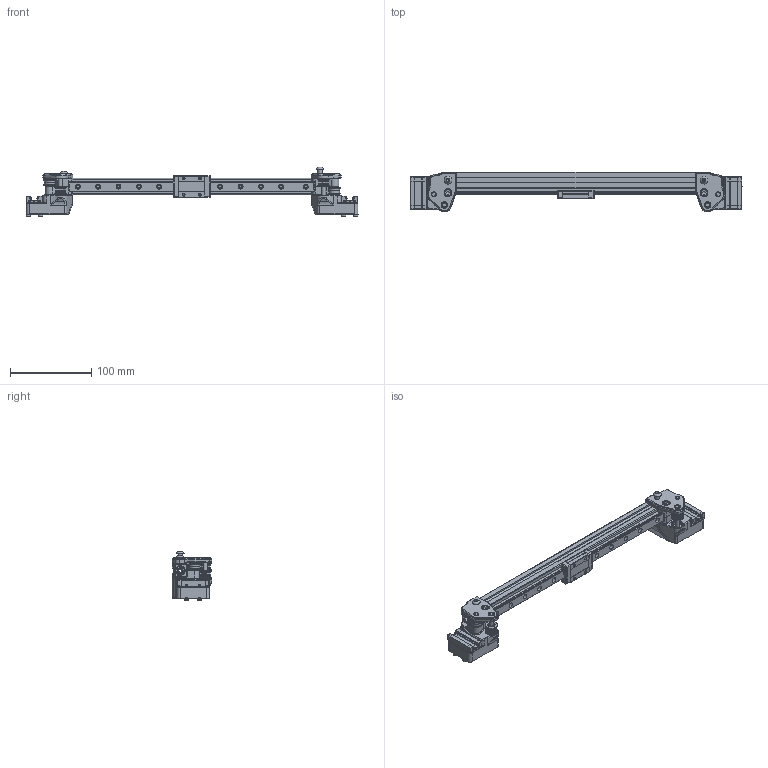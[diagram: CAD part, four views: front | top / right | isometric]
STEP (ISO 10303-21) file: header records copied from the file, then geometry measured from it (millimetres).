
FILE_DESCRIPTION(/* description */ ('STEP AP242','CAx-IF Rec.Pracs.---Representation and Presentation of Product Manufacturing Information (PMI)---4.0---2014-10-13','CAx-IF Rec.Pracs.---3D Tessellated Geometry---0.4---2014-09-14','2;1'),/* implementation_level */ '2;1');
FILE_NAME(/* name */ '644d2e7e6d94d5610c3c4b74',/* time_stamp */ '2023-04-29T14:49:37Z',/* author */ (''),/* organization */ (''),/* preprocessor_version */ 'ST-DEVELOPER v19.4',/* originating_system */ ' ',/* authorisation */ ' ');
FILE_SCHEMA (('AP242_MANAGED_MODEL_BASED_3D_ENGINEERING_MIM_LF { 1 0 10303 442 1 1 4 }'));
Products named in the file (65): 5x40 Pin; MGN9H - Carriage (5) (1); MGN9H - Carriage (4) (1); MGN9H - Carriage (2) (1); MGN9H - Carriage (1) (1); MGN9H - Carriage (9); F695 ZZ (1)_1; F695 ZZ (1); M5x40 SHCS (2); M5x16 BHCS (2); GT2 20T Idler Gates v2; 5x40 Pin (1); M5x10 BHCS_1; GT2 20T Idler v3 (2); M5x40 SHCS (2)_1; MGN9H - Carriage (3) (1); XY Joint - Left v3; MGN12H, LINEAR GUIDE BLOCK v1; X Rail 2020; MGN12 LINEAR GUIDE RAIL, CONFIGURABLE_200 mm; XY Joint - Right v1; M5 1mm Spacer (1)_1; M3x20 SHCS (2)_2; M3x20 SHCS (2); MGN9H - Carriage (6) (1); M5 1mm Spacer (1); M3x20 SHCS (2)_1; M5 Hex Nut; M3x20 SHCS (2)_3; MGN9H - Carriage (7) (1); MGN9H - Carriage (8) (1)
Bounding box: 408.1 x 49.03 x 60.75 mm (x, y, z)
Volume: 223313.3 mm3; surface area: 136488.1 mm2
Topology: 65 solids, 66 shells, 2165 faces, 5513 edges, 3540 vertices
Faces by surface type: plane 1156, cylinder 671, cone 211, torus 68, bspline 45, sphere 14
Full cylindrical faces by diameter (mm): 1.288 x10, 2.5 x5, 2.603 x8, 3 x22, 3.4 x8, 3.5 x12, 4.2 x6, 5 x18, 5.2 x7, 5.4 x15, 5.5 x6, 5.8 x6, 6 x12, 6.2 x2, 6.5 x8, 8 x4, 8.2 x6, 8.5 x4, 9 x12, 9.5 x2, 10 x5, 10.4 x1, 11.5 x8, 12.85 x3, 13 x4, 13.15 x1, 14.85 x3, 15 x8, 15.15 x1
Entity records: 65754 total; most frequent: CARTESIAN_POINT 12669, DIRECTION 11063, ORIENTED_EDGE 10074, EDGE_CURVE 5037, AXIS2_PLACEMENT_3D 4070, VERTEX_POINT 3437, LINE 2923, VECTOR 2923
